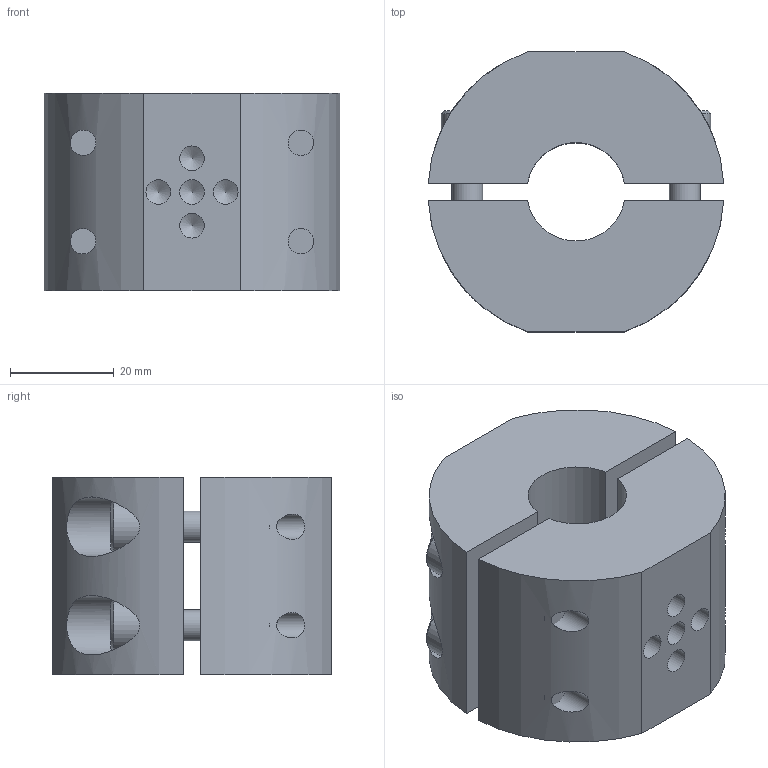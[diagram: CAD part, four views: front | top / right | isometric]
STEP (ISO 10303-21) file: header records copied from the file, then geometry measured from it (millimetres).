
FILE_DESCRIPTION(/* description */ ('CLAMP COLLAR'),/* implementation_level */ '2;1');
FILE_NAME(/* name */ 'CP069-190.stp',/* time_stamp */ '2021-03-26T15:33:47-04:00',/* author */ ('E&E CP'),/* organization */ (''),/* preprocessor_version */ 'ST-DEVELOPER v17',/* originating_system */ 'Autodesk Inventor 2018',/* authorisation */ '');
FILE_SCHEMA (('AUTOMOTIVE_DESIGN { 1 0 10303 214 3 1 1 }'));
Length unit declared in the file: millimetre
Products named in the file (4): CP069M01; CP069D01-DIA; NL6; M6X1-25 SHCS
Assembly tree (9 placements, depth 2):
  CP069M01
    CP069D01-DIA
    NL6  x4
    M6X1-25 SHCS  x4
Bounding box: 57.06 x 54 x 38.1 mm (x, y, z)
Volume: 78305.4 mm3; surface area: 22912.1 mm2
Topology: 10 solids, 10 shells, 114 faces, 255 edges, 173 vertices
Faces by surface type: plane 62, cylinder 39, cone 13
Full cylindrical faces by diameter (mm): 4.763 x5, 4.917 x4, 6 x4, 6.5 x8, 10 x4, 10.8 x4, 11.5 x4
Entity records: 2330 total; most frequent: CARTESIAN_POINT 618, DIRECTION 350, ORIENTED_EDGE 290, EDGE_CURVE 145, AXIS2_PLACEMENT_3D 140, VERTEX_POINT 104, EDGE_LOOP 89, LINE 70
